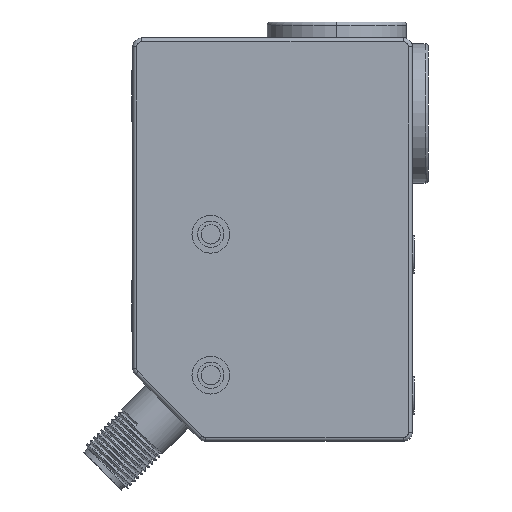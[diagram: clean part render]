
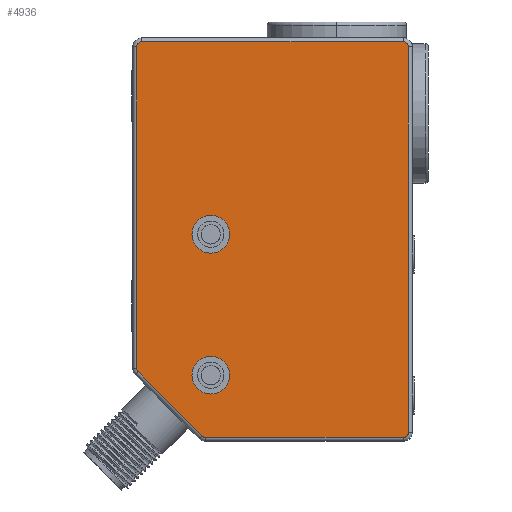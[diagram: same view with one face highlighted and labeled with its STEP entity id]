
A CAD part, left-side view. The second image highlights one B-rep face of the part: STEP entity #4936.
In plain terms, the highlighted face is planar.
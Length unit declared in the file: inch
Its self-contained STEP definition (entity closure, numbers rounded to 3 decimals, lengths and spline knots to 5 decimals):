
#2=CARTESIAN_POINT('',(1.618,0.,1.575));
#3=DIRECTION('',(0.,-1.,0.));
#4=DIRECTION('',(-1.,0.,0.));
#5=AXIS2_PLACEMENT_3D('',#2,#3,#4);
#7=CARTESIAN_POINT('',(1.618,0.,1.575));
#8=DIRECTION('',(0.,-1.,0.));
#9=DIRECTION('',(1.,0.,0.));
#10=AXIS2_PLACEMENT_3D('',#7,#8,#9);
#12=CARTESIAN_POINT('',(0.516,0.,1.575));
#13=DIRECTION('',(0.,-1.,0.));
#14=DIRECTION('',(-1.,0.,0.));
#15=AXIS2_PLACEMENT_3D('',#12,#13,#14);
#17=CARTESIAN_POINT('',(0.516,0.,1.575));
#18=DIRECTION('',(0.,-1.,0.));
#19=DIRECTION('',(1.,0.,0.));
#20=AXIS2_PLACEMENT_3D('',#17,#18,#19);
#22=DIRECTION('',(0.,0.,1.));
#23=VECTOR('',#22,1.54601);
#24=CARTESIAN_POINT('',(0.03,0.,0.07));
#25=LINE('',#24,#23);
#45=CARTESIAN_POINT('',(0.07,0.,0.07));
#46=DIRECTION('',(0.,-1.,0.));
#47=DIRECTION('',(-1.,0.,0.));
#48=AXIS2_PLACEMENT_3D('',#45,#46,#47);
#266=DIRECTION('',(-1.,0.,0.));
#267=VECTOR('',#266,3.013);
#268=CARTESIAN_POINT('',(3.083,0.,0.03));
#269=LINE('',#268,#267);
#294=CARTESIAN_POINT('',(3.083,0.,0.07));
#295=DIRECTION('',(0.,-1.,0.));
#296=DIRECTION('',(0.,0.,-1.));
#297=AXIS2_PLACEMENT_3D('',#294,#295,#296);
#322=DIRECTION('',(0.,0.,-1.));
#323=VECTOR('',#322,2.046);
#324=CARTESIAN_POINT('',(3.123,0.,2.116));
#325=LINE('',#324,#323);
#345=CARTESIAN_POINT('',(3.083,0.,2.116));
#346=DIRECTION('',(0.,-1.,0.));
#347=DIRECTION('',(1.,0.,0.));
#348=AXIS2_PLACEMENT_3D('',#345,#346,#347);
#399=DIRECTION('',(1.,0.,0.));
#400=VECTOR('',#399,2.51301);
#401=CARTESIAN_POINT('',(0.56999,0.,2.156));
#402=LINE('',#401,#400);
#422=CARTESIAN_POINT('',(0.56999,0.,2.116));
#423=DIRECTION('',(0.,1.,0.));
#424=DIRECTION('',(-0.707,0.,0.707));
#425=AXIS2_PLACEMENT_3D('',#422,#423,#424);
#463=DIRECTION('',(-0.707,0.,-0.707));
#464=VECTOR('',#463,0.7071);
#465=CARTESIAN_POINT('',(0.54171,0.,2.14428));
#466=LINE('',#465,#464);
#477=CARTESIAN_POINT('',(0.07,0.,1.61601));
#478=DIRECTION('',(0.,-1.,0.));
#479=DIRECTION('',(-0.707,0.,0.707));
#480=AXIS2_PLACEMENT_3D('',#477,#478,#479);
#3925=CARTESIAN_POINT('',(0.56999,0.,2.156));
#3926=CARTESIAN_POINT('',(3.083,0.,2.156));
#3927=VERTEX_POINT('',#3925);
#3928=VERTEX_POINT('',#3926);
#3935=CARTESIAN_POINT('',(3.123,0.,2.116));
#3936=VERTEX_POINT('',#3935);
#3937=CARTESIAN_POINT('',(3.123,0.,0.07));
#3938=VERTEX_POINT('',#3937);
#3943=CARTESIAN_POINT('',(3.083,0.,0.03));
#3944=VERTEX_POINT('',#3943);
#3945=CARTESIAN_POINT('',(0.07,0.,0.03));
#3946=VERTEX_POINT('',#3945);
#3951=CARTESIAN_POINT('',(0.03,0.,0.07));
#3952=VERTEX_POINT('',#3951);
#3953=CARTESIAN_POINT('',(0.03,0.,1.61601));
#3954=VERTEX_POINT('',#3953);
#3975=CARTESIAN_POINT('',(1.4705,0.,1.575));
#3976=CARTESIAN_POINT('',(1.7655,0.,1.575));
#3977=VERTEX_POINT('',#3975);
#3978=VERTEX_POINT('',#3976);
#3979=CARTESIAN_POINT('',(0.3685,0.,1.575));
#3980=CARTESIAN_POINT('',(0.6635,0.,1.575));
#3981=VERTEX_POINT('',#3979);
#3982=VERTEX_POINT('',#3980);
#4729=CARTESIAN_POINT('',(0.54171,0.,2.14428));
#4730=CARTESIAN_POINT('',(0.04172,0.,1.64429));
#4731=VERTEX_POINT('',#4729);
#4732=VERTEX_POINT('',#4730);
#4897=CARTESIAN_POINT('',(0.,0.,0.));
#4898=DIRECTION('',(0.,1.,0.));
#4899=DIRECTION('',(1.,0.,0.));
#4900=AXIS2_PLACEMENT_3D('',#4897,#4898,#4899);
#4901=PLANE('',#4900);
#4903=ORIENTED_EDGE('',*,*,#4902,.T.);
#4905=ORIENTED_EDGE('',*,*,#4904,.F.);
#4907=ORIENTED_EDGE('',*,*,#4906,.F.);
#4909=ORIENTED_EDGE('',*,*,#4908,.T.);
#4911=ORIENTED_EDGE('',*,*,#4910,.T.);
#4913=ORIENTED_EDGE('',*,*,#4912,.F.);
#4915=ORIENTED_EDGE('',*,*,#4914,.T.);
#4917=ORIENTED_EDGE('',*,*,#4916,.F.);
#4919=ORIENTED_EDGE('',*,*,#4918,.T.);
#4921=ORIENTED_EDGE('',*,*,#4920,.F.);
#4922=EDGE_LOOP('',(#4903,#4905,#4907,#4909,#4911,#4913,#4915,#4917,#4919,
#4921));
#4923=FACE_OUTER_BOUND('',#4922,.F.);
#4925=ORIENTED_EDGE('',*,*,#4924,.T.);
#4927=ORIENTED_EDGE('',*,*,#4926,.T.);
#4928=EDGE_LOOP('',(#4925,#4927));
#4929=FACE_BOUND('',#4928,.F.);
#4931=ORIENTED_EDGE('',*,*,#4930,.T.);
#4933=ORIENTED_EDGE('',*,*,#4932,.T.);
#4934=EDGE_LOOP('',(#4931,#4933));
#4935=FACE_BOUND('',#4934,.F.);
#4936=ADVANCED_FACE('',(#4923,#4929,#4935),#4901,.F.);
#6=CIRCLE('',#5,0.1475);
#11=CIRCLE('',#10,0.1475);
#16=CIRCLE('',#15,0.1475);
#21=CIRCLE('',#20,0.1475);
#49=CIRCLE('',#48,0.04);
#298=CIRCLE('',#297,0.04);
#349=CIRCLE('',#348,0.04);
#426=CIRCLE('',#425,0.04);
#481=CIRCLE('',#480,0.04);
#4902=EDGE_CURVE('',#3952,#3954,#25,.T.);
#4904=EDGE_CURVE('',#4732,#3954,#481,.T.);
#4906=EDGE_CURVE('',#4731,#4732,#466,.T.);
#4908=EDGE_CURVE('',#4731,#3927,#426,.T.);
#4910=EDGE_CURVE('',#3927,#3928,#402,.T.);
#4912=EDGE_CURVE('',#3936,#3928,#349,.T.);
#4914=EDGE_CURVE('',#3936,#3938,#325,.T.);
#4916=EDGE_CURVE('',#3944,#3938,#298,.T.);
#4918=EDGE_CURVE('',#3944,#3946,#269,.T.);
#4920=EDGE_CURVE('',#3952,#3946,#49,.T.);
#4924=EDGE_CURVE('',#3977,#3978,#6,.T.);
#4926=EDGE_CURVE('',#3978,#3977,#11,.T.);
#4930=EDGE_CURVE('',#3981,#3982,#16,.T.);
#4932=EDGE_CURVE('',#3982,#3981,#21,.T.);
